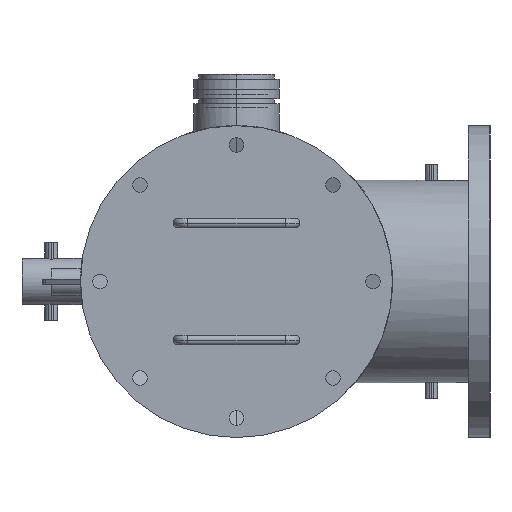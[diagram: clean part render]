
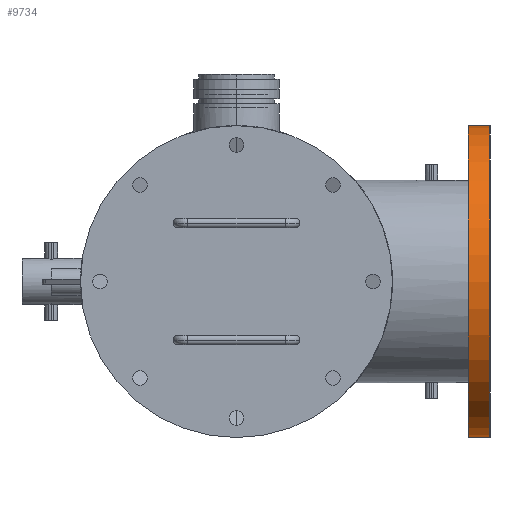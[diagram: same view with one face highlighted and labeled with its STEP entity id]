
A CAD part, left-side view. The second image highlights one B-rep face of the part: STEP entity #9734.
In plain terms, the highlighted cylindrical face has radius 203.2 mm (diameter 406.4 mm), a partial arc.
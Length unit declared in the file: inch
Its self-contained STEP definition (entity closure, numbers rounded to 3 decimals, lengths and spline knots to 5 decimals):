
#236 = VECTOR ( 'NONE', #10490, 39.37008 ) ;
#433 = CARTESIAN_POINT ( 'NONE',  ( 6.87, -13., -8. ) ) ;
#615 = VERTEX_POINT ( 'NONE', #11580 ) ;
#760 = VECTOR ( 'NONE', #4999, 39.37008 ) ;
#812 = CIRCLE ( 'NONE', #970, 8. ) ;
#970 = AXIS2_PLACEMENT_3D ( 'NONE', #2164, #10517, #8901 ) ;
#1157 = AXIS2_PLACEMENT_3D ( 'NONE', #5394, #8488, #7451 ) ;
#1229 = CIRCLE ( 'NONE', #1157, 8. ) ;
#1244 = VERTEX_POINT ( 'NONE', #433 ) ;
#1530 = ORIENTED_EDGE ( 'NONE', *, *, #7543, .T. ) ;
#2164 = CARTESIAN_POINT ( 'NONE',  ( 6.87, -11.88, 0. ) ) ;
#2652 = EDGE_CURVE ( 'NONE', #12222, #4027, #9154, .T. ) ;
#2853 = CARTESIAN_POINT ( 'NONE',  ( 6.87, -13., 8. ) ) ;
#3610 = FACE_OUTER_BOUND ( 'NONE', #6597, .T. ) ;
#4027 = VERTEX_POINT ( 'NONE', #2853 ) ;
#4901 = CARTESIAN_POINT ( 'NONE',  ( 6.87, -11.88, 8. ) ) ;
#4999 = DIRECTION ( 'NONE',  ( 0., -1., 0. ) ) ;
#5394 = CARTESIAN_POINT ( 'NONE',  ( 6.87, -13., 0. ) ) ;
#5395 = AXIS2_PLACEMENT_3D ( 'NONE', #8395, #10302, #10256 ) ;
#6597 = EDGE_LOOP ( 'NONE', ( #9905, #1530, #8461, #6735 ) ) ;
#6735 = ORIENTED_EDGE ( 'NONE', *, *, #10392, .F. ) ;
#6978 = EDGE_CURVE ( 'NONE', #615, #1244, #9528, .T. ) ;
#7451 = DIRECTION ( 'NONE',  ( 0., 0., -1. ) ) ;
#7543 = EDGE_CURVE ( 'NONE', #12222, #615, #812, .T. ) ;
#8395 = CARTESIAN_POINT ( 'NONE',  ( 6.87, -11.88, 0. ) ) ;
#8461 = ORIENTED_EDGE ( 'NONE', *, *, #6978, .T. ) ;
#8488 = DIRECTION ( 'NONE',  ( 0., -1., 0. ) ) ;
#8901 = DIRECTION ( 'NONE',  ( 0., 0., -1. ) ) ;
#9154 = LINE ( 'NONE', #10785, #760 ) ;
#9509 = CARTESIAN_POINT ( 'NONE',  ( 6.87, -11.88, -8. ) ) ;
#9528 = LINE ( 'NONE', #9509, #236 ) ;
#9734 = ADVANCED_FACE ( 'NONE', ( #3610 ), #10688, .T. ) ;
#9905 = ORIENTED_EDGE ( 'NONE', *, *, #2652, .F. ) ;
#10256 = DIRECTION ( 'NONE',  ( 0., 0., -1. ) ) ;
#10302 = DIRECTION ( 'NONE',  ( 0., -1., 0. ) ) ;
#10392 = EDGE_CURVE ( 'NONE', #4027, #1244, #1229, .T. ) ;
#10490 = DIRECTION ( 'NONE',  ( 0., -1., 0. ) ) ;
#10517 = DIRECTION ( 'NONE',  ( 0., -1., 0. ) ) ;
#10688 = CYLINDRICAL_SURFACE ( 'NONE', #5395, 8. ) ;
#10785 = CARTESIAN_POINT ( 'NONE',  ( 6.87, -11.88, 8. ) ) ;
#11580 = CARTESIAN_POINT ( 'NONE',  ( 6.87, -11.88, -8. ) ) ;
#12222 = VERTEX_POINT ( 'NONE', #4901 ) ;
